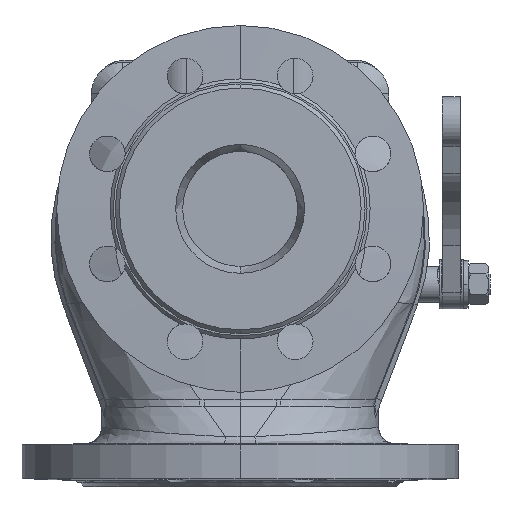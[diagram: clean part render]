
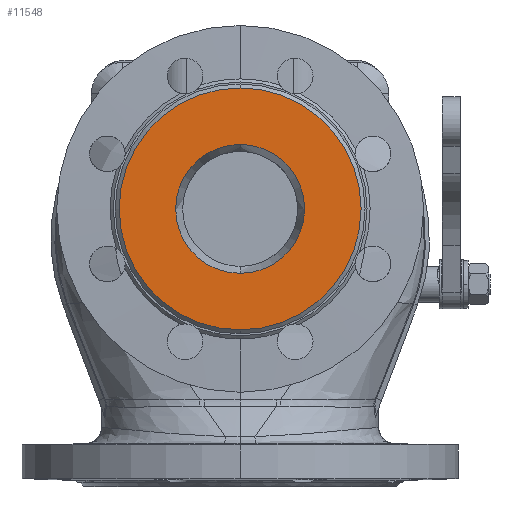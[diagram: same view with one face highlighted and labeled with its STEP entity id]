
A CAD part, front view. The second image highlights one B-rep face of the part: STEP entity #11548.
In plain terms, the highlighted planar face has unit normal (0, -1, 0).
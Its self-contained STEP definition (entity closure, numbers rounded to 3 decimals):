
#1439=CARTESIAN_POINT('',(0.,-170.,0.));
#1440=DIRECTION('',(0.,-1.,0.));
#1441=DIRECTION('',(0.,0.,-1.));
#1442=AXIS2_PLACEMENT_3D('',#1439,#1440,#1441);
#1448=CARTESIAN_POINT('',(0.,-170.,0.));
#1449=DIRECTION('',(0.,1.,0.));
#1450=DIRECTION('',(0.,0.,-1.));
#1451=AXIS2_PLACEMENT_3D('',#1448,#1449,#1450);
#1470=CARTESIAN_POINT('',(0.,-170.,0.));
#1471=DIRECTION('',(0.,1.,0.));
#1472=DIRECTION('',(0.,0.,-1.));
#1473=AXIS2_PLACEMENT_3D('',#1470,#1471,#1472);
#1475=CARTESIAN_POINT('',(0.,-170.,0.));
#1476=DIRECTION('',(0.,-1.,0.));
#1477=DIRECTION('',(0.,0.,-1.));
#1478=AXIS2_PLACEMENT_3D('',#1475,#1476,#1477);
#8038=CARTESIAN_POINT('',(0.,-170.,-32.5));
#8039=CARTESIAN_POINT('',(0.,-170.,32.5));
#8040=VERTEX_POINT('',#8038);
#8041=VERTEX_POINT('',#8039);
#8260=CARTESIAN_POINT('',(0.,-170.,-61.));
#8262=VERTEX_POINT('',#8260);
#8264=CARTESIAN_POINT('',(0.,-170.,61.));
#8266=VERTEX_POINT('',#8264);
#11533=CARTESIAN_POINT('',(0.,-170.,0.));
#11534=DIRECTION('',(0.,-1.,0.));
#11535=DIRECTION('',(0.,0.,1.));
#11536=AXIS2_PLACEMENT_3D('',#11533,#11534,#11535);
#11537=PLANE('',#11536);
#11539=ORIENTED_EDGE('',*,*,#11538,.T.);
#11541=ORIENTED_EDGE('',*,*,#11540,.F.);
#11542=EDGE_LOOP('',(#11539,#11541));
#11543=FACE_OUTER_BOUND('',#11542,.F.);
#11544=ORIENTED_EDGE('',*,*,#11500,.T.);
#11545=ORIENTED_EDGE('',*,*,#11515,.F.);
#11546=EDGE_LOOP('',(#11544,#11545));
#11547=FACE_BOUND('',#11546,.F.);
#11548=ADVANCED_FACE('',(#11543,#11547),#11537,.T.);
#1443=CIRCLE('',#1442,32.5);
#1452=CIRCLE('',#1451,32.5);
#1474=CIRCLE('',#1473,61.);
#1479=CIRCLE('',#1478,61.);
#11500=EDGE_CURVE('',#8040,#8041,#1443,.T.);
#11515=EDGE_CURVE('',#8040,#8041,#1452,.T.);
#11538=EDGE_CURVE('',#8262,#8266,#1474,.T.);
#11540=EDGE_CURVE('',#8262,#8266,#1479,.T.);
